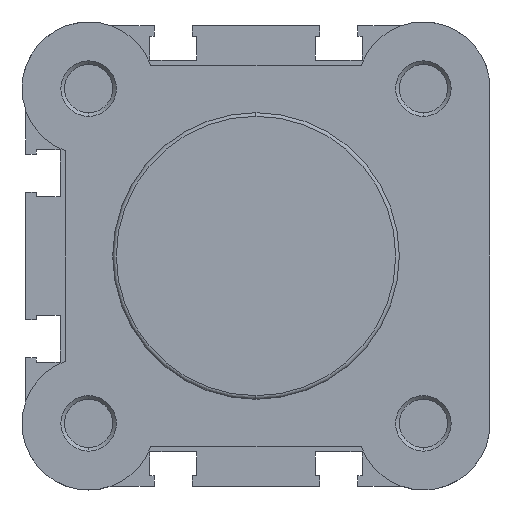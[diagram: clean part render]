
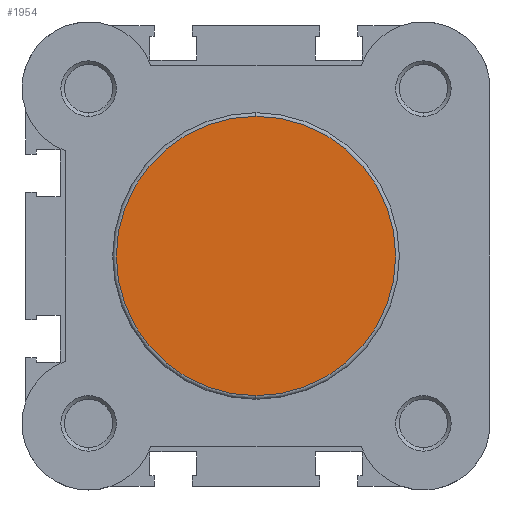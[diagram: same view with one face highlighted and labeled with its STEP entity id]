
A CAD part, left-side view. The second image highlights one B-rep face of the part: STEP entity #1954.
In plain terms, the highlighted planar face has unit normal (-1, 0, 0).
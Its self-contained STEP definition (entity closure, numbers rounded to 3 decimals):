
#181 = EDGE_LOOP ( 'NONE', ( #284, #285 ) ) ;
#284 = ORIENTED_EDGE ( 'NONE', *, *, #2570, .T. ) ;
#285 = ORIENTED_EDGE ( 'NONE', *, *, #2333, .T. ) ;
#693 = VERTEX_POINT ( 'NONE', #1004 ) ;
#777 = VERTEX_POINT ( 'NONE', #1088 ) ;
#1004 = CARTESIAN_POINT ( 'NONE',  ( 0., 0., -19.4 ) ) ;
#1088 = CARTESIAN_POINT ( 'NONE',  ( 0., 0., 19.4 ) ) ;
#1426 = CARTESIAN_POINT ( 'NONE',  ( 0., 19.9, 0. ) ) ;
#1427 = PLANE ( 'NONE',  #2654 ) ;
#1428 = DIRECTION ( 'NONE',  ( 1., 0., 0. ) ) ;
#1429 = DIRECTION ( 'NONE',  ( 0., 0., -1. ) ) ;
#1954 = ADVANCED_FACE ( 'NONE', ( #3149 ), #1427, .F. ) ;
#2333 = EDGE_CURVE ( 'NONE', #777, #693, #3854, .T. ) ;
#2570 = EDGE_CURVE ( 'NONE', #693, #777, #5856, .T. ) ;
#2654 = AXIS2_PLACEMENT_3D ( 'NONE', #1426, #1428, #1429 ) ;
#2918 = AXIS2_PLACEMENT_3D ( 'NONE', #4745, #4754, #4755 ) ;
#3003 = AXIS2_PLACEMENT_3D ( 'NONE', #6129, #6131, #6132 ) ;
#3149 = FACE_OUTER_BOUND ( 'NONE', #181, .T. ) ;
#3854 = CIRCLE ( 'NONE', #2918, 19.4 ) ;
#4745 = CARTESIAN_POINT ( 'NONE',  ( 0., 0., 0. ) ) ;
#4754 = DIRECTION ( 'NONE',  ( -1., 0., 0. ) ) ;
#4755 = DIRECTION ( 'NONE',  ( 0., 0., -1. ) ) ;
#5856 = CIRCLE ( 'NONE', #3003, 19.4 ) ;
#6129 = CARTESIAN_POINT ( 'NONE',  ( 0., 0., 0. ) ) ;
#6131 = DIRECTION ( 'NONE',  ( -1., 0., 0. ) ) ;
#6132 = DIRECTION ( 'NONE',  ( 0., 0., -1. ) ) ;
